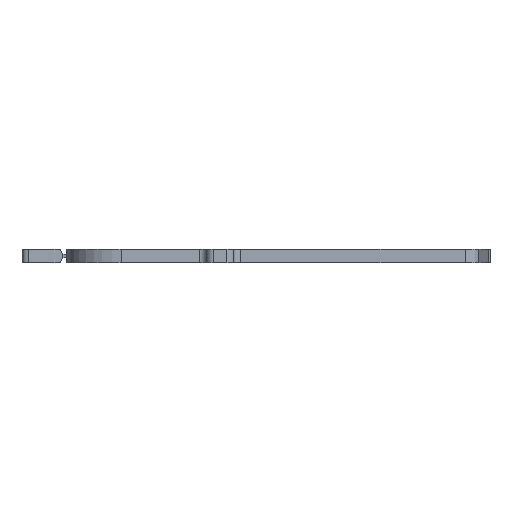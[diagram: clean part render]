
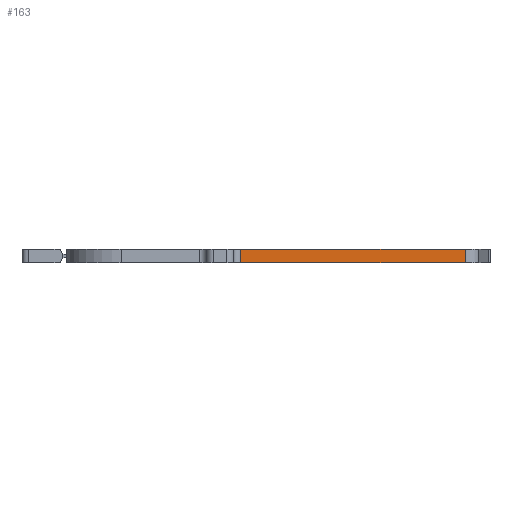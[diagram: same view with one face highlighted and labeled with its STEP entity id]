
A CAD part, left-side view. The second image highlights one B-rep face of the part: STEP entity #163.
In plain terms, the highlighted planar face has unit normal (-1, 0, 0).
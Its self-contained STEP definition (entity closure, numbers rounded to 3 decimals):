
#163=ADVANCED_FACE('',(#368),#293,.T.);
#293=PLANE('',#2753);
#368=FACE_OUTER_BOUND('',#494,.T.);
#494=EDGE_LOOP('',(#963,#964,#965,#966));
#963=ORIENTED_EDGE('',*,*,#1867,.F.);
#964=ORIENTED_EDGE('',*,*,#1963,.T.);
#965=ORIENTED_EDGE('',*,*,#1833,.F.);
#966=ORIENTED_EDGE('',*,*,#1964,.F.);
#1583=VERTEX_POINT('',#3827);
#1584=VERTEX_POINT('',#3829);
#1617=VERTEX_POINT('',#3896);
#1618=VERTEX_POINT('',#3898);
#1833=EDGE_CURVE('',#1583,#1584,#2165,.T.);
#1867=EDGE_CURVE('',#1617,#1618,#2182,.T.);
#1963=EDGE_CURVE('',#1617,#1584,#2235,.T.);
#1964=EDGE_CURVE('',#1618,#1583,#2236,.T.);
#2165=LINE('',#3828,#2431);
#2182=LINE('',#3897,#2448);
#2235=LINE('',#4088,#2501);
#2236=LINE('',#4089,#2502);
#2431=VECTOR('',#3028,1.);
#2448=VECTOR('',#3081,1.);
#2501=VECTOR('',#3224,1.);
#2502=VECTOR('',#3225,1.);
#2753=AXIS2_PLACEMENT_3D('',#4090,#3226,#3227);
#3028=DIRECTION('',(0.,1.,0.));
#3081=DIRECTION('',(0.,-1.,0.));
#3224=DIRECTION('',(0.,0.,-1.));
#3225=DIRECTION('',(0.,0.,-1.));
#3226=DIRECTION('',(-1.,0.,0.));
#3227=DIRECTION('',(0.,0.,1.));
#3827=CARTESIAN_POINT('',(-41.5,-58.374,-1.));
#3828=CARTESIAN_POINT('',(-41.5,-58.374,-1.));
#3829=CARTESIAN_POINT('',(-41.5,-25.5,-1.));
#3896=CARTESIAN_POINT('',(-41.5,-25.5,1.));
#3897=CARTESIAN_POINT('',(-41.5,-58.374,1.));
#3898=CARTESIAN_POINT('',(-41.5,-58.374,1.));
#4088=CARTESIAN_POINT('',(-41.5,-25.5,1.5));
#4089=CARTESIAN_POINT('',(-41.5,-58.374,1.5));
#4090=CARTESIAN_POINT('',(-41.5,-58.374,1.5));
